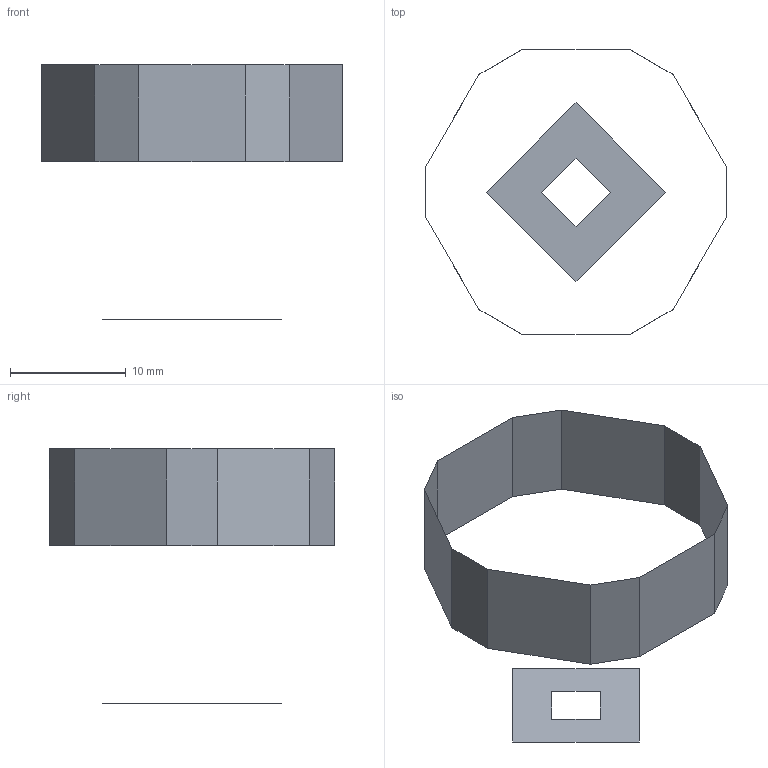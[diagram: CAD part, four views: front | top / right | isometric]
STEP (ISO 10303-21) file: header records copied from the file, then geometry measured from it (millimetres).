
FILE_DESCRIPTION( ( 'Unknown' ), '1' );
FILE_NAME( '6157020_VBX30_M06.stp', 'Unknown', ( 'Unknown' ), ( 'Unknown' ), 'PSStep 11.0', 'Unknown', ' ' );
FILE_SCHEMA( ( 'AUTOMOTIVE_DESIGN { 1 0 10303 214 1 1 1 1 }' ) );
Length unit declared in the file: millimetre
Products named in the file (1): 6157020
Bounding box: 25.98 x 24.7 x 22.02 mm (x, y, z)
Volume: 10058.4 mm3; surface area: 2786 mm2
Topology: 1 solids, 2 shells, 48 faces, 95 edges, 59 vertices
Faces by surface type: bspline 26, cylinder 15, cone 2, sphere 2, torus 2, plane 1
Full cylindrical faces by diameter (mm): 4.917 x1, 17.5 x1
Entity records: 5779 total; most frequent: CARTESIAN_POINT 4588, ORIENTED_EDGE 186, DIRECTION 100, EDGE_CURVE 93, B_SPLINE_CURVE_WITH_KNOTS 60, VERTEX_POINT 59, EDGE_LOOP 56, FACE_OUTER_BOUND 54
